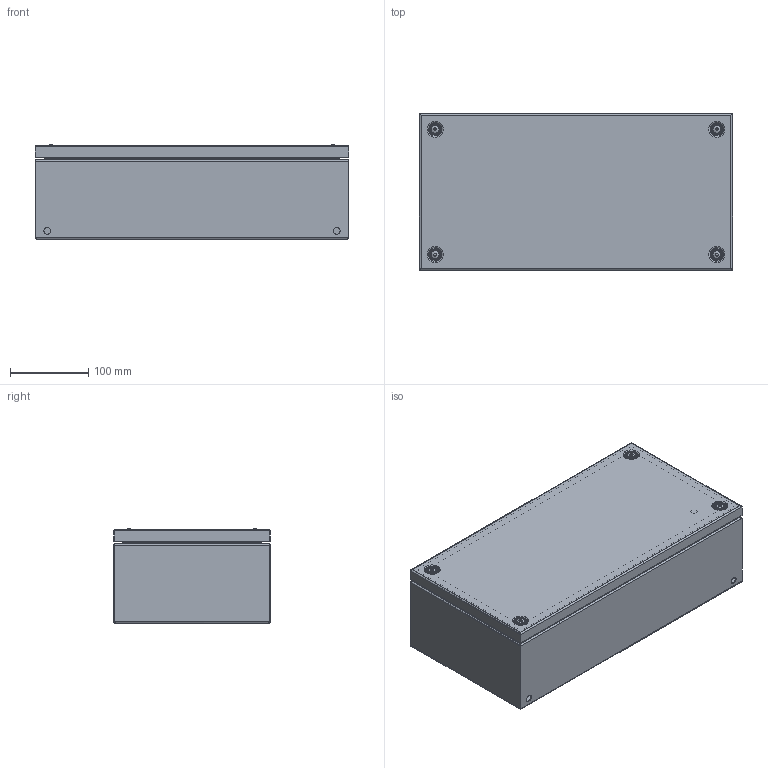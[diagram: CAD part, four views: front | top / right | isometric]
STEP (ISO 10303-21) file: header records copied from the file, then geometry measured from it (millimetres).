
FILE_DESCRIPTION( ( 'STEP AP214' ), '1' );
FILE_NAME( 'STB204012(1).stp', '2019-09-24T09:01:10', ( '' ), ( '' ), ' ', 'PARTsolutions', ' ' );
FILE_SCHEMA( ( 'AUTOMOTIVE_DESIGN { 1 0 10303 214 1 1 1 1 }' ) );
Length unit declared in the file: millimetre
Products named in the file (4): STB204012(1); _STB204012(1)_01; _STB2040XX(1)_02; _STBXXXXXX(1)_03
Assembly tree (6 placements, depth 2):
  STB204012(1)
    _STB204012(1)_01
    _STB2040XX(1)_02
    _STBXXXXXX(1)_03  x4
Bounding box: 400 x 200 x 120.81 mm (x, y, z)
Volume: 425424.6 mm3; surface area: 661045.7 mm2
Topology: 6 solids, 6 shells, 496 faces, 1189 edges, 755 vertices
Faces by surface type: plane 230, cylinder 130, torus 90, cone 42, sphere 4
Full cylindrical faces by diameter (mm): 3.2 x4, 3.5 x4, 4.3 x4, 4.5 x4, 6 x4, 7 x4, 7.5 x4, 8 x2, 8.5 x4, 8.7 x6, 10 x4, 14 x2
Entity records: 12176 total; most frequent: CARTESIAN_POINT 1856, DIRECTION 1624, ORIENTED_EDGE 1400, EDGE_CURVE 700, AXIS2_PLACEMENT_3D 636, VERTEX_POINT 488, EDGE_LOOP 482, FACE_OUTER_BOUND 398
